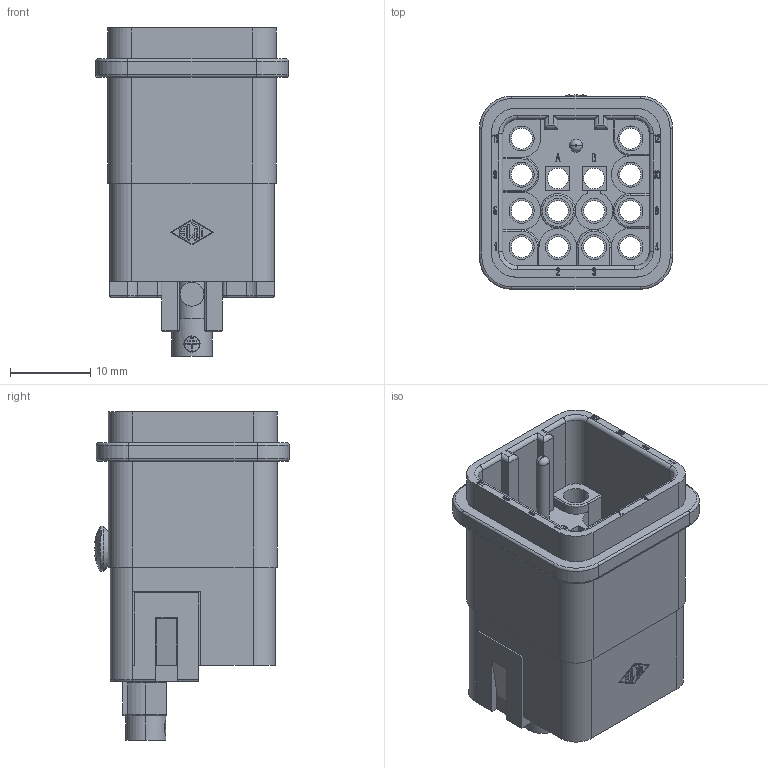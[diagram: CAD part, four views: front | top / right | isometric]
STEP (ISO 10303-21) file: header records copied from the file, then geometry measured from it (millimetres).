
FILE_DESCRIPTION(('OneSpaceDesigner STEP Export'),'2;1');
FILE_NAME('CQM_12.stp','2007-10-15T 8:32:24',(''),(''),'OneSpace Designer STEP processor for AP214 (Solid Model)','OneSpace Designer 13.20B 05-Dec-2005 (C) CoCreate Software GmbH','');
FILE_SCHEMA(('AUTOMOTIVE_DESIGN { 1 0 10303 214 1 1 1 1 }'));
Length unit declared in the file: millimetre
Products named in the file (2): CQM_12p
Assembly tree (1 placements, depth 2):
  CQM_12p
    CQM_12p
Bounding box: 24 x 24.19 x 40.8 mm (x, y, z)
Volume: 7272.6 mm3; surface area: 8542.6 mm2
Topology: 1 solids, 1 shells, 1793 faces, 4972 edges, 3269 vertices
Faces by surface type: plane 1507, cylinder 215, torus 57, cone 8, sphere 6
Entity records: 59816 total; most frequent: CARTESIAN_POINT 10979, ORIENTED_EDGE 9940, DIRECTION 8548, EDGE_CURVE 4970, VECTOR 4352, LINE 4352, VERTEX_POINT 3269, AXIS2_PLACEMENT_3D 2098
